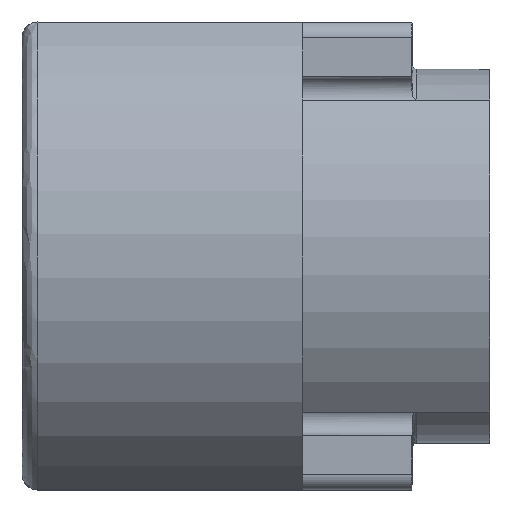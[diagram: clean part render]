
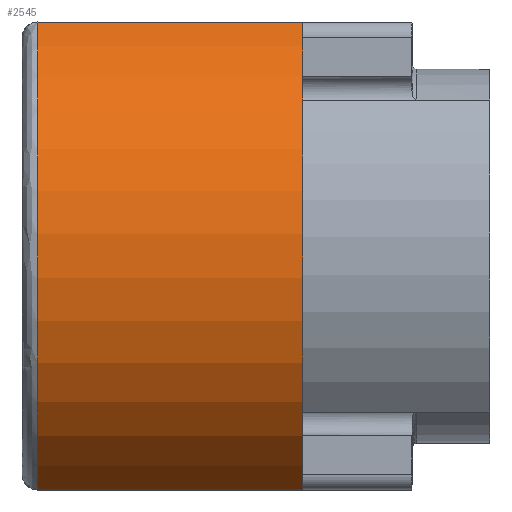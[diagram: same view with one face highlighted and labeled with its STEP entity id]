
A CAD part, left-side view. The second image highlights one B-rep face of the part: STEP entity #2545.
In plain terms, the highlighted cylindrical face has radius 8.5 mm (diameter 17 mm), a partial arc.
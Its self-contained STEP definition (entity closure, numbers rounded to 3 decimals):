
#1 = CARTESIAN_POINT ( 'NONE',  ( 4.5, 7.75, -7.5 ) ) ;
#1102 = FACE_OUTER_BOUND ( 'NONE', #6933, .T. ) ;
#1140 = AXIS2_PLACEMENT_3D ( 'NONE', #6101, #9532, #7514 ) ;
#1420 = LINE ( 'NONE', #1, #1685 ) ;
#1425 = EDGE_CURVE ( 'NONE', #1467, #6637, #4066, .T. ) ;
#1467 = VERTEX_POINT ( 'NONE', #8190 ) ;
#1663 = VERTEX_POINT ( 'NONE', #5049 ) ;
#1685 = VECTOR ( 'NONE', #5415, 1000. ) ;
#1768 = ORIENTED_EDGE ( 'NONE', *, *, #4486, .T. ) ;
#2545 = ADVANCED_FACE ( 'NONE', ( #1102 ), #8299, .T. ) ;
#2640 = ORIENTED_EDGE ( 'NONE', *, *, #1425, .F. ) ;
#3207 = CARTESIAN_POINT ( 'NONE',  ( 8.5, 3.5, 0. ) ) ;
#3982 = DIRECTION ( 'NONE',  ( 0., 0., 1. ) ) ;
#4052 = DIRECTION ( 'NONE',  ( 0., -1., 0. ) ) ;
#4066 = CIRCLE ( 'NONE', #8966, 8.5 ) ;
#4278 = LINE ( 'NONE', #7011, #8083 ) ;
#4422 = ORIENTED_EDGE ( 'NONE', *, *, #8627, .F. ) ;
#4486 = EDGE_CURVE ( 'NONE', #1663, #6787, #9569, .T. ) ;
#5049 = CARTESIAN_POINT ( 'NONE',  ( 4.5, 3.5, -7.5 ) ) ;
#5415 = DIRECTION ( 'NONE',  ( 0., 1., 0. ) ) ;
#5557 = ORIENTED_EDGE ( 'NONE', *, *, #7202, .F. ) ;
#6101 = CARTESIAN_POINT ( 'NONE',  ( 8.5, 3.5, 0. ) ) ;
#6637 = VERTEX_POINT ( 'NONE', #7622 ) ;
#6787 = VERTEX_POINT ( 'NONE', #7071 ) ;
#6933 = EDGE_LOOP ( 'NONE', ( #1768, #4422, #2640, #5557 ) ) ;
#7011 = CARTESIAN_POINT ( 'NONE',  ( 4.5, 7.75, 7.5 ) ) ;
#7071 = CARTESIAN_POINT ( 'NONE',  ( 4.5, 3.5, 7.5 ) ) ;
#7202 = EDGE_CURVE ( 'NONE', #1663, #1467, #1420, .T. ) ;
#7514 = DIRECTION ( 'NONE',  ( 0., 0., 1. ) ) ;
#7622 = CARTESIAN_POINT ( 'NONE',  ( 4.5, 12., 7.5 ) ) ;
#8083 = VECTOR ( 'NONE', #4052, 1000. ) ;
#8190 = CARTESIAN_POINT ( 'NONE',  ( 4.5, 12., -7.5 ) ) ;
#8258 = DIRECTION ( 'NONE',  ( 0., 1., 0. ) ) ;
#8299 = CYLINDRICAL_SURFACE ( 'NONE', #1140, 8.5 ) ;
#8627 = EDGE_CURVE ( 'NONE', #6637, #6787, #4278, .T. ) ;
#8834 = DIRECTION ( 'NONE',  ( -1., 0., 0. ) ) ;
#8871 = DIRECTION ( 'NONE',  ( 0., 1., 0. ) ) ;
#8966 = AXIS2_PLACEMENT_3D ( 'NONE', #8994, #8871, #8834 ) ;
#8994 = CARTESIAN_POINT ( 'NONE',  ( 8.5, 12., 0. ) ) ;
#9431 = AXIS2_PLACEMENT_3D ( 'NONE', #3207, #8258, #3982 ) ;
#9532 = DIRECTION ( 'NONE',  ( 0., 1., 0. ) ) ;
#9569 = CIRCLE ( 'NONE', #9431, 8.5 ) ;
